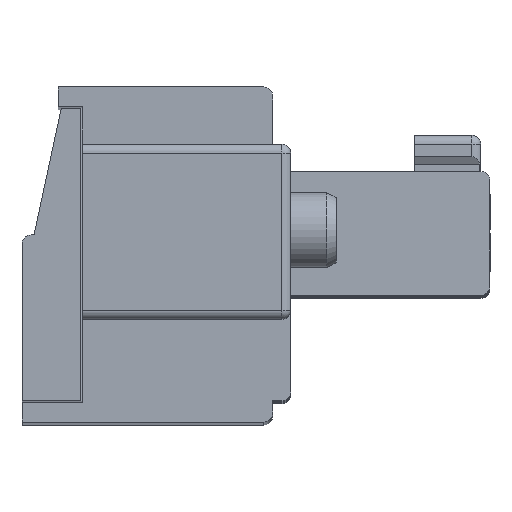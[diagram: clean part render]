
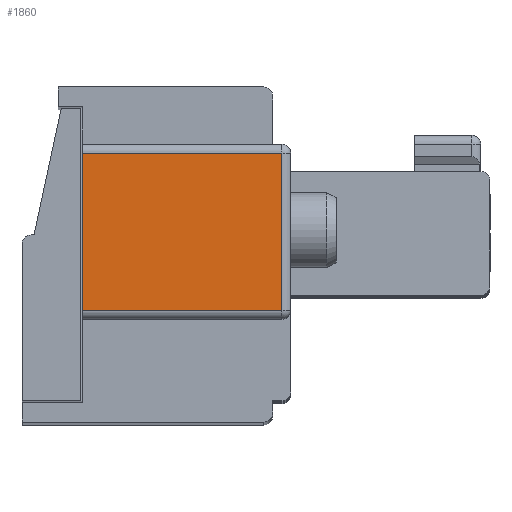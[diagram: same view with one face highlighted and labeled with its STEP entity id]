
A CAD part, top view. The second image highlights one B-rep face of the part: STEP entity #1860.
In plain terms, the highlighted planar face has unit normal (0, 0, 1).
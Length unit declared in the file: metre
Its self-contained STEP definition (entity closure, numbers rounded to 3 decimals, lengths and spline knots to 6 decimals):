
#1860=ADVANCED_FACE('',(#4643),#4644,.T.);
#4643=FACE_OUTER_BOUND('',#8393,.T.);
#4644=PLANE('',#8394);
#8393=EDGE_LOOP('',(#13952,#13953,#13954,#13955));
#8394=AXIS2_PLACEMENT_3D('',#13956,#13957,#13958);
#13952=ORIENTED_EDGE('',*,*,#23354,.T.);
#13953=ORIENTED_EDGE('',*,*,#23355,.T.);
#13954=ORIENTED_EDGE('',*,*,#23340,.T.);
#13955=ORIENTED_EDGE('',*,*,#23351,.T.);
#13956=CARTESIAN_POINT('',(0.007073,0.00941,0.054328));
#13957=DIRECTION('',(0.,0.,1.0));
#13958=DIRECTION('',(-1.0,0.,0.));
#23340=EDGE_CURVE('',#28533,#28531,#28534,.T.);
#23351=EDGE_CURVE('',#28531,#28546,#28549,.T.);
#23354=EDGE_CURVE('',#28546,#28552,#28553,.T.);
#23355=EDGE_CURVE('',#28552,#28533,#28554,.T.);
#28531=VERTEX_POINT('',#36052);
#28533=VERTEX_POINT('',#36054);
#28534=LINE('',#36055,#36056);
#28546=VERTEX_POINT('',#36068);
#28549=LINE('',#36071,#36072);
#28552=VERTEX_POINT('',#36076);
#28553=LINE('',#36077,#36078);
#28554=LINE('',#36079,#36080);
#36052=CARTESIAN_POINT('',(0.007073,0.00941,0.054328));
#36054=CARTESIAN_POINT('',(0.007073,0.00421,0.054328));
#36055=CARTESIAN_POINT('',(0.007073,0.00941,0.054328));
#36056=VECTOR('',#43054,1.0);
#36068=CARTESIAN_POINT('',(0.000473,0.00941,0.054328));
#36071=CARTESIAN_POINT('',(0.007073,0.00941,0.054328));
#36072=VECTOR('',#43073,1.0);
#36076=CARTESIAN_POINT('',(0.000473,0.00421,0.054328));
#36077=CARTESIAN_POINT('',(0.000473,0.00391,0.054328));
#36078=VECTOR('',#43075,1.0);
#36079=CARTESIAN_POINT('',(0.007073,0.00421,0.054328));
#36080=VECTOR('',#43076,1.0);
#43054=DIRECTION('',(0.,1.0,0.));
#43073=DIRECTION('',(-1.0,0.,0.));
#43075=DIRECTION('',(0.,-1.0,0.));
#43076=DIRECTION('',(1.0,0.,0.));
